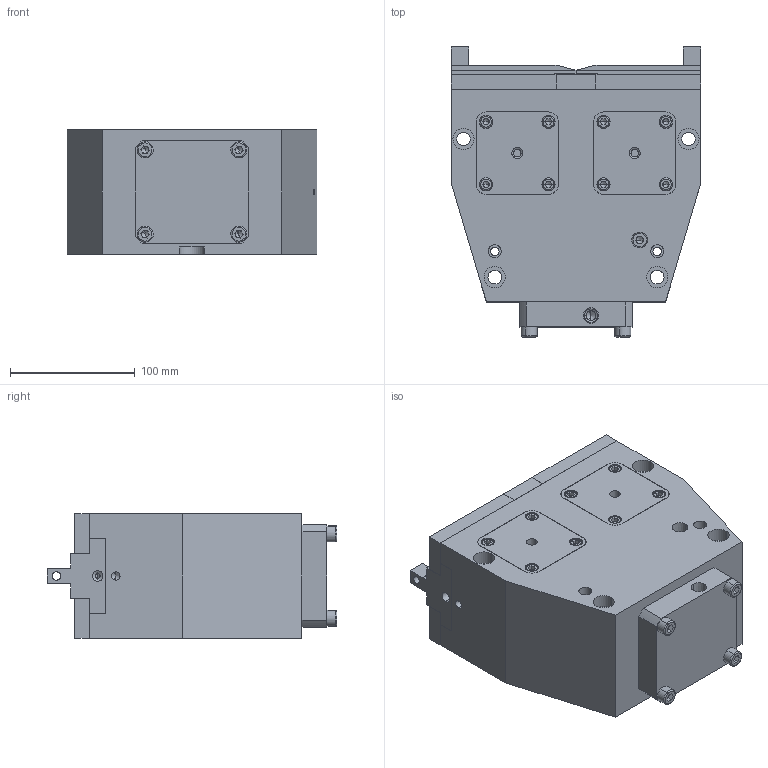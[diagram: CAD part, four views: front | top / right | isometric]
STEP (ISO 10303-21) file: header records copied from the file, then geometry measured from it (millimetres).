
FILE_DESCRIPTION (( 'STEP AP203' ), '1' );
FILE_NAME ('HCP-30-S.STEP', '2019-10-14T07:01:14', ( '微软用户' ), ( '微软中国' ), 'SwSTEP 2.0', 'SolidWorks 2012', '' );
FILE_SCHEMA (( 'CONFIG_CONTROL_DESIGN' ));
Length unit declared in the file: millimetre
Products named in the file (10): HCP-30-S; CP-耜裔; CP-結輸; hexagon socket head cap screws gb_GB_FASTENER_SCREWS_HSHCS M8X30-C; hexagon socket head cap screws gb_GB_FASTENER_SCREWS_HSHCS M6X16-C; hexagon socket head cap screws gb_GB_FASTENER_SCREWS_HSHCS M8X16-C; CP-揤輸; CP-賑輸; CP-綴裔; CP-賑寢釱
Assembly tree (37 placements, depth 2):
  HCP-30-S
    CP-賑寢釱
    CP-綴裔
    CP-賑輸  x2
    CP-揤輸  x4
    hexagon socket head cap screws gb_GB_FASTENER_SCREWS_HSHCS M8X16-C  x14
    hexagon socket head cap screws gb_GB_FASTENER_SCREWS_HSHCS M6X16-C  x8
    hexagon socket head cap screws gb_GB_FASTENER_SCREWS_HSHCS M8X30-C  x4
    CP-結輸
    CP-耜裔  x2
Bounding box: 200 x 232 x 100 mm (x, y, z)
Volume: 3426885.7 mm3; surface area: 361075.6 mm2
Topology: 37 solids, 37 shells, 1280 faces, 3048 edges, 1846 vertices
Faces by surface type: plane 601, cylinder 426, cone 191, torus 62
Entity records: 16787 total; most frequent: DIRECTION 2771, CARTESIAN_POINT 2658, ORIENTED_EDGE 2390, EDGE_CURVE 1195, AXIS2_PLACEMENT_3D 1064, VERTEX_POINT 763, VECTOR 643, LINE 643
